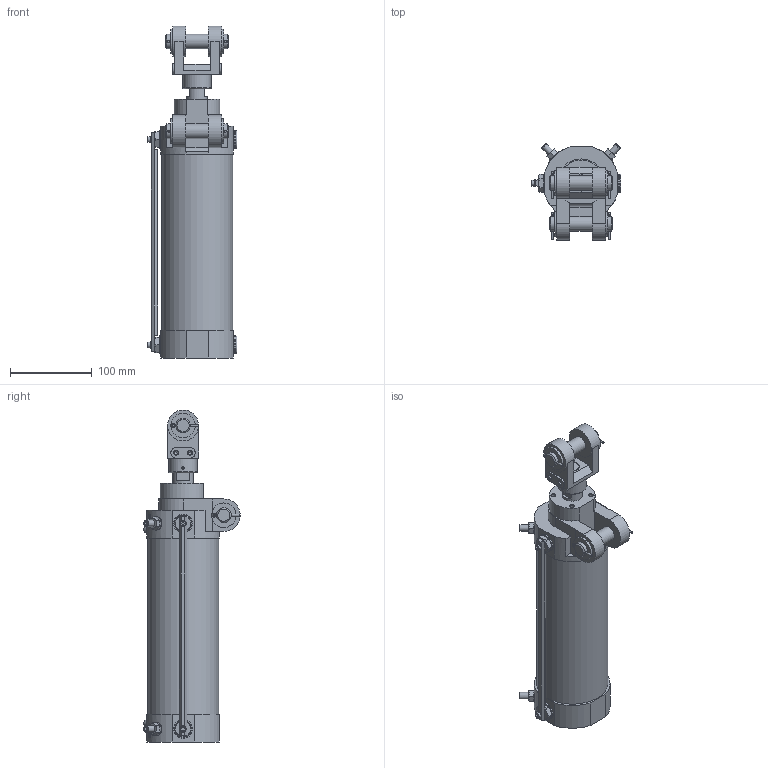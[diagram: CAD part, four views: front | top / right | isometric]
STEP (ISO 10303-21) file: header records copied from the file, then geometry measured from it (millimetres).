
FILE_DESCRIPTION(/* description */ ('STEP AP214'),/* implementation_level */ '2;1');
FILE_NAME(/* name */ '565802_DW-80-150-Y-A-G',/* time_stamp */ '2024-08-23T14:26:39+02:00',/* author */ ('License CC BY-ND 4.0'),/* organization */ ('CADENAS'),/* preprocessor_version */ 'ST-DEVELOPER v19.3',/* originating_system */ 'PARTsolutions',/* authorisation */ ' ');
FILE_SCHEMA (('AUTOMOTIVE_DESIGN {1 0 10303 214 3 1 1}'));
Length unit declared in the file: millimetre
Products named in the file (7): 565802 DW-80-150-Y-A-G---(0); 729598 DW-80-150-GA_ZYL; 729604 DWA-80-150_K; 729642 SGH--80_GK; 729629 80_ST; 729610 DW-80-150-G_HS; 740443 G3/8_BS
Assembly tree (7 placements, depth 2):
  565802 DW-80-150-Y-A-G---(0)
    729598 DW-80-150-GA_ZYL
    729604 DWA-80-150_K
    729642 SGH--80_GK
    729629 80_ST
    729610 DW-80-150-G_HS
    740443 G3/8_BS  x2
Bounding box: 109.8 x 118.08 x 407 mm (x, y, z)
Volume: 1298028.2 mm3; surface area: 255921.7 mm2
Topology: 7 solids, 7 shells, 645 faces, 1495 edges, 934 vertices
Faces by surface type: plane 361, cylinder 148, cone 111, torus 25
Full cylindrical faces by diameter (mm): 2.3 x8, 3 x3, 4.917 x8, 7 x2, 7.6 x2, 8 x4, 14.7 x4, 14.95 x6, 16.6 x4, 16.662 x4, 16.8 x4, 18 x8, 18.376 x1, 20 x1, 21 x1, 22 x2, 22.15 x4, 23 x6, 25 x3, 30 x4, 35 x1, 38 x2, 80 x2, 87 x1
Entity records: 17085 total; most frequent: CARTESIAN_POINT 3566, DIRECTION 2782, ORIENTED_EDGE 2508, EDGE_CURVE 1254, AXIS2_PLACEMENT_3D 1090, VERTEX_POINT 873, FACE_BOUND 867, EDGE_LOOP 854
